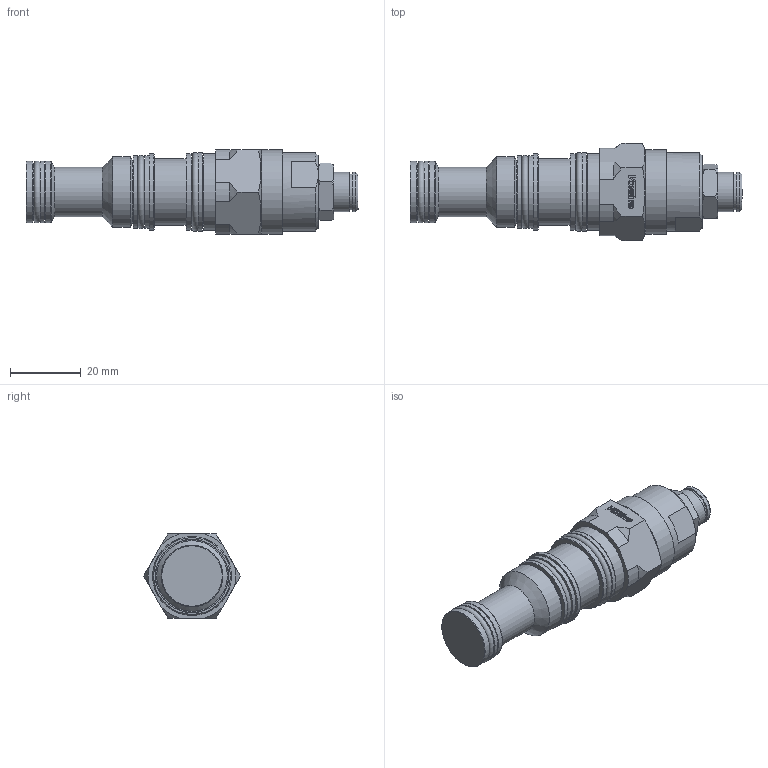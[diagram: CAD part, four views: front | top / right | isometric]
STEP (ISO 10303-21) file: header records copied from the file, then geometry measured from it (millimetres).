
FILE_DESCRIPTION((''),'2;1');
FILE_NAME('56T11.stp','2015-01-08T10:52:04',('jml'),(''),'Autodesk Inventor 2010','Autodesk Inventor 2010','');
FILE_SCHEMA(('AUTOMOTIVE_DESIGN { 1 0 10303 214 1 1 1 1 }'));
Length unit declared in the file: inch
Products named in the file (12): 55T11; 221203; 221169; 221170; 990239; 015 O-RING; 015 BACKUP; 017 BACKUP; 017 O-RING; 018 BACKUP; 018 O-RING; 908 O-RING
Assembly tree (11 placements, depth 2):
  55T11
    221203
    221169
    221170
    990239
    015 O-RING
    015 BACKUP
    017 BACKUP
    017 O-RING
    018 BACKUP
    018 O-RING
    908 O-RING
Bounding box: 94.05 x 27.48 x 23.82 mm (x, y, z)
Volume: 22635.5 mm3; surface area: 15377.6 mm2
Topology: 11 solids, 11 shells, 235 faces, 547 edges, 357 vertices
Faces by surface type: plane 124, cylinder 57, cone 49, torus 5
Full cylindrical faces by diameter (mm): 0.87 x1, 6.223 x1, 7.854 x1, 9.728 x1, 10.066 x1, 10.18 x1, 11.1 x3, 13.235 x1, 13.405 x1, 13.519 x1, 13.97 x1, 14.554 x1, 14.986 x1, 15.017 x1, 15.088 x1, 16.971 x1, 17.323 x1, 17.361 x2, 17.526 x1, 17.729 x1, 18.085 x1, 18.923 x2, 19.05 x1, 19.685 x1, 20 x1, 20.511 x1, 20.625 x1, 21.717 x3, 22.225 x2, 23.831 x1
Entity records: 6838 total; most frequent: CARTESIAN_POINT 1219, DIRECTION 1097, ORIENTED_EDGE 966, EDGE_CURVE 483, AXIS2_PLACEMENT_3D 420, VERTEX_POINT 350, EDGE_LOOP 333, VECTOR 257
